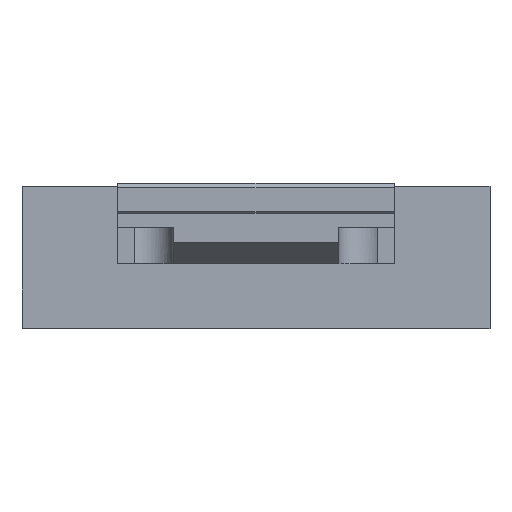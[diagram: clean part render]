
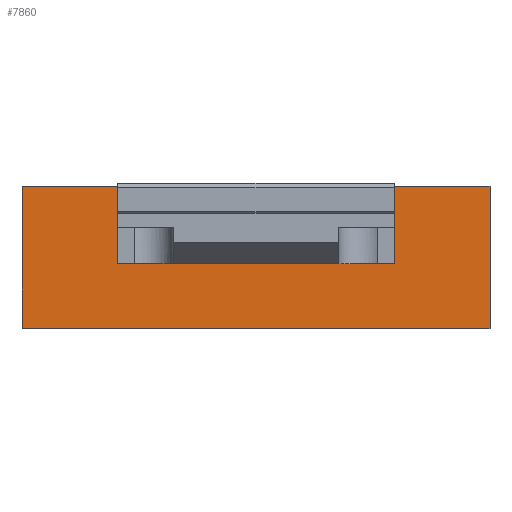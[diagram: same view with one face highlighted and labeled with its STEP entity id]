
A CAD part, top view. The second image highlights one B-rep face of the part: STEP entity #7860.
In plain terms, the highlighted free-form (B-spline) face has degree [1, 1] with [2, 2] control points.
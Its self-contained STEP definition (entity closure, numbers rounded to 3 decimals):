
#3490 = CARTESIAN_POINT ('', (50.9, 13.8, 15.85));
#3500 = VERTEX_POINT ('', #3490);
#5000 = CARTESIAN_POINT ('', (13.1, 13.8, 15.85));
#5010 = VERTEX_POINT ('', #5000);
#5410 = CARTESIAN_POINT ('', (13.1, 19.4, 15.85));
#5420 = VERTEX_POINT ('', #5410);
#5430 = CARTESIAN_POINT ('', (13.1, 19.4, 15.85));
#5440 = CARTESIAN_POINT ('', (13.1, 13.8, 15.85));
#5450 = B_SPLINE_CURVE_WITH_KNOTS ('', 1, (#5430, #5440), .UNSPECIFIED., .F., .U., (2, 2), (0., 1.), .UNSPECIFIED.);
#5460 = EDGE_CURVE ('', #5420, #5010, #5450, .T.);
#6690 = CARTESIAN_POINT ('', (50.9, 19.4, 15.85));
#6700 = VERTEX_POINT ('', #6690);
#6710 = CARTESIAN_POINT ('', (50.9, 13.8, 15.85));
#6720 = CARTESIAN_POINT ('', (50.9, 19.4, 15.85));
#6730 = B_SPLINE_CURVE_WITH_KNOTS ('', 1, (#6710, #6720), .UNSPECIFIED., .F., .U., (2, 2), (0., 1.), .UNSPECIFIED.);
#6740 = EDGE_CURVE ('', #3500, #6700, #6730, .T.);
#7110 = CARTESIAN_POINT ('', (50.9, 8.8, 15.85));
#7120 = VERTEX_POINT ('', #7110);
#7130 = CARTESIAN_POINT ('', (50.9, 8.8, 15.85));
#7140 = CARTESIAN_POINT ('', (50.9, 13.8, 15.85));
#7150 = B_SPLINE_CURVE_WITH_KNOTS ('', 1, (#7130, #7140), .UNSPECIFIED., .F., .U., (2, 2), (0., 1.), .UNSPECIFIED.);
#7160 = EDGE_CURVE ('', #7120, #3500, #7150, .T.);
#7170 = ORIENTED_EDGE ('', *, *, #7160, .F.);
#7180 = CARTESIAN_POINT ('', (45.059, 8.8, 15.85));
#7190 = VERTEX_POINT ('', #7180);
#7200 = CARTESIAN_POINT ('', (45.059, 8.8, 15.85));
#7210 = CARTESIAN_POINT ('', (50.9, 8.8, 15.85));
#7220 = B_SPLINE_CURVE_WITH_KNOTS ('', 1, (#7200, #7210), .UNSPECIFIED., .F., .U., (2, 2), (0., 1.), .UNSPECIFIED.);
#7230 = EDGE_CURVE ('', #7190, #7120, #7220, .T.);
#7240 = ORIENTED_EDGE ('', *, *, #7230, .F.);
#7250 = CARTESIAN_POINT ('', (18.941, 8.8, 15.85));
#7260 = VERTEX_POINT ('', #7250);
#7270 = CARTESIAN_POINT ('', (18.941, 8.8, 15.85));
#7280 = CARTESIAN_POINT ('', (45.059, 8.8, 15.85));
#7290 = B_SPLINE_CURVE_WITH_KNOTS ('', 1, (#7270, #7280), .UNSPECIFIED., .F., .U., (2, 2), (0., 1.), .UNSPECIFIED.);
#7300 = EDGE_CURVE ('', #7260, #7190, #7290, .T.);
#7310 = ORIENTED_EDGE ('', *, *, #7300, .F.);
#7320 = CARTESIAN_POINT ('', (13.1, 8.8, 15.85));
#7330 = VERTEX_POINT ('', #7320);
#7340 = CARTESIAN_POINT ('', (18.941, 8.8, 15.85));
#7350 = CARTESIAN_POINT ('', (13.1, 8.8, 15.85));
#7360 = B_SPLINE_CURVE_WITH_KNOTS ('', 1, (#7340, #7350), .UNSPECIFIED., .F., .U., (2, 2), (0., 1.), .UNSPECIFIED.);
#7370 = EDGE_CURVE ('', #7260, #7330, #7360, .T.);
#7380 = ORIENTED_EDGE ('', *, *, #7370, .T.);
#7390 = CARTESIAN_POINT ('', (13.1, 13.8, 15.85));
#7400 = CARTESIAN_POINT ('', (13.1, 8.8, 15.85));
#7410 = B_SPLINE_CURVE_WITH_KNOTS ('', 1, (#7390, #7400), .UNSPECIFIED., .F., .U., (2, 2), (0., 1.), .UNSPECIFIED.);
#7420 = EDGE_CURVE ('', #5010, #7330, #7410, .T.);
#7430 = ORIENTED_EDGE ('', *, *, #7420, .F.);
#7440 = ORIENTED_EDGE ('', *, *, #5460, .F.);
#7450 = CARTESIAN_POINT ('', (0., 19.4, 15.85));
#7460 = VERTEX_POINT ('', #7450);
#7470 = CARTESIAN_POINT ('', (13.1, 19.4, 15.85));
#7480 = CARTESIAN_POINT ('', (0., 19.4, 15.85));
#7490 = B_SPLINE_CURVE_WITH_KNOTS ('', 1, (#7470, #7480), .UNSPECIFIED., .F., .U., (2, 2), (0., 1.), .UNSPECIFIED.);
#7500 = EDGE_CURVE ('', #5420, #7460, #7490, .T.);
#7510 = ORIENTED_EDGE ('', *, *, #7500, .T.);
#7520 = CARTESIAN_POINT ('', (0., 0., 15.85));
#7530 = VERTEX_POINT ('', #7520);
#7540 = CARTESIAN_POINT ('', (0., 0., 15.85));
#7550 = CARTESIAN_POINT ('', (0., 19.4, 15.85));
#7560 = B_SPLINE_CURVE_WITH_KNOTS ('', 1, (#7540, #7550), .UNSPECIFIED., .F., .U., (2, 2), (0., 1.), .UNSPECIFIED.);
#7570 = EDGE_CURVE ('', #7530, #7460, #7560, .T.);
#7580 = ORIENTED_EDGE ('', *, *, #7570, .F.);
#7590 = CARTESIAN_POINT ('', (64., 0., 15.85));
#7600 = VERTEX_POINT ('', #7590);
#7610 = CARTESIAN_POINT ('', (64., 0., 15.85));
#7620 = CARTESIAN_POINT ('', (0., 0., 15.85));
#7630 = B_SPLINE_CURVE_WITH_KNOTS ('', 1, (#7610, #7620), .UNSPECIFIED., .F., .U., (2, 2), (0., 1.), .UNSPECIFIED.);
#7640 = EDGE_CURVE ('', #7600, #7530, #7630, .T.);
#7650 = ORIENTED_EDGE ('', *, *, #7640, .F.);
#7660 = CARTESIAN_POINT ('', (64., 19.4, 15.85));
#7670 = VERTEX_POINT ('', #7660);
#7680 = CARTESIAN_POINT ('', (64., 19.4, 15.85));
#7690 = CARTESIAN_POINT ('', (64., 0., 15.85));
#7700 = B_SPLINE_CURVE_WITH_KNOTS ('', 1, (#7680, #7690), .UNSPECIFIED., .F., .U., (2, 2), (0., 1.), .UNSPECIFIED.);
#7710 = EDGE_CURVE ('', #7670, #7600, #7700, .T.);
#7720 = ORIENTED_EDGE ('', *, *, #7710, .F.);
#7730 = CARTESIAN_POINT ('', (50.9, 19.4, 15.85));
#7740 = CARTESIAN_POINT ('', (64., 19.4, 15.85));
#7750 = B_SPLINE_CURVE_WITH_KNOTS ('', 1, (#7730, #7740), .UNSPECIFIED., .F., .U., (2, 2), (0., 1.), .UNSPECIFIED.);
#7760 = EDGE_CURVE ('', #6700, #7670, #7750, .T.);
#7770 = ORIENTED_EDGE ('', *, *, #7760, .F.);
#7780 = ORIENTED_EDGE ('', *, *, #6740, .F.);
#7790 = EDGE_LOOP ('', (#7170, #7240, #7310, #7380, #7430, #7440, #7510, #7580, #7650, #7720, #7770, #7780));
#7800 = FACE_OUTER_BOUND ('', #7790, .T.);
#7810 = CARTESIAN_POINT ('', (0., 0., 15.85));
#7820 = CARTESIAN_POINT ('', (0., 19.4, 15.85));
#7830 = CARTESIAN_POINT ('', (64., 0., 15.85));
#7840 = CARTESIAN_POINT ('', (64., 19.4, 15.85));
#7850 = B_SPLINE_SURFACE_WITH_KNOTS ('', 1, 1, ((#7810, #7820), (#7830, #7840)), .UNSPECIFIED., .F., .F., .U., (2, 2), (2, 2), (0., 1.), (0., 1.), .UNSPECIFIED.);
#7860 = ADVANCED_FACE ('', (#7800), #7850, .T.);
